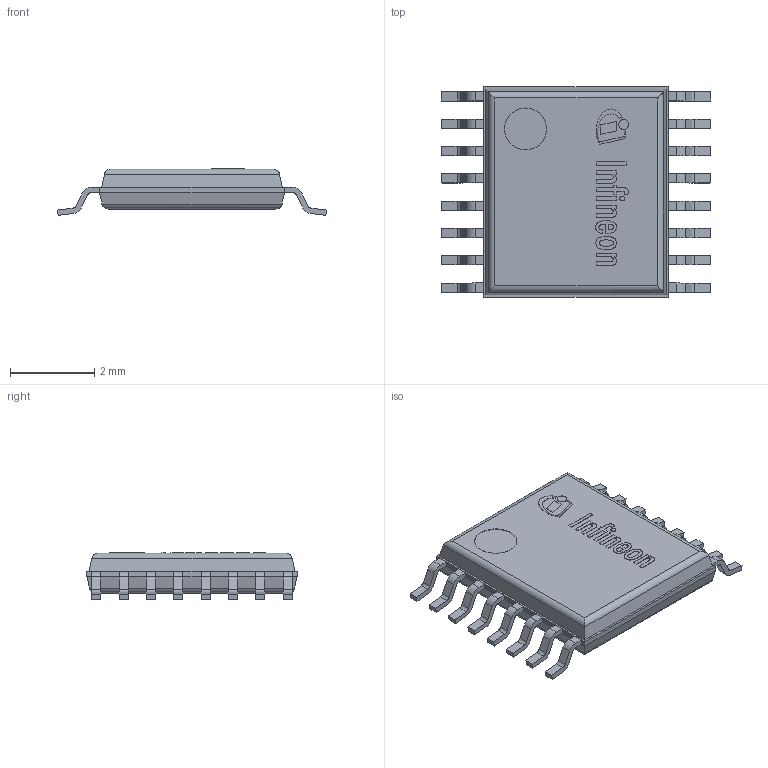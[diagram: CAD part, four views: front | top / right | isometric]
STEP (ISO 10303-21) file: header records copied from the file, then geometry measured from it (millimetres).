
FILE_DESCRIPTION(/* description */ (''),/* implementation_level */ '2;1');
FILE_NAME(/* name */ 'PG-TSSOP-16-8_Z8B00166850_V04_3D.stp',/* time_stamp */ '2024-08-20T18:49:48+05:30',/* author */ ('sivamani'),/* organization */ (''),/* preprocessor_version */ 'ST-DEVELOPER v19.2',/* originating_system */ 'AutoCAD Mechanical',/* authorisation */ '');
FILE_SCHEMA (('AUTOMOTIVE_DESIGN { 1 0 10303 214 3 1 1 }'));
Length unit declared in the file: millimetre
Products named in the file (1): Product
Bounding box: 6.4 x 5 x 1.11 mm (x, y, z)
Volume: 20.3 mm3; surface area: 161.9 mm2
Topology: 32 solids, 32 shells, 458 faces, 1171 edges, 778 vertices
Faces by surface type: plane 268, cylinder 190
Full cylindrical faces by diameter (mm): 0.114 x1, 0.234 x1, 1 x2
Entity records: 13941 total; most frequent: DIRECTION 2461, CARTESIAN_POINT 2408, ORIENTED_EDGE 2342, EDGE_CURVE 1171, AXIS2_PLACEMENT_3D 831, LINE 799, VECTOR 799, VERTEX_POINT 778
